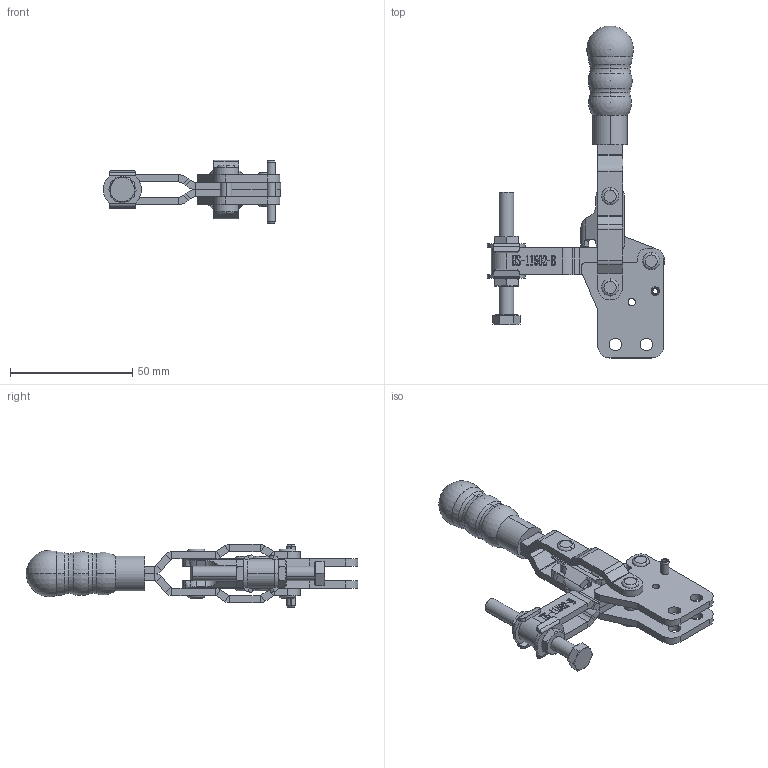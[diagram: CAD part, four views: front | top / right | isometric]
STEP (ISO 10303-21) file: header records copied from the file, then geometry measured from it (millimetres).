
FILE_DESCRIPTION (( 'STEP AP203' ), '1' );
FILE_NAME ('HS-11501-B.STEP', '2019-10-14T02:44:11', ( '微软用户' ), ( '微软中国' ), 'SwSTEP 2.0', 'SolidWorks 2012', '' );
FILE_SCHEMA (( 'CONFIG_CONTROL_DESIGN' ));
Length unit declared in the file: millimetre
Products named in the file (12): HS-11501-B; hexagon thin nut (grades a and b) as_AS 1112.4 AB- M6-N; FW-140; spring pin slotted heavy duty1 gb_GB_PARALLEL_PINS_TYPE6 3.5X26; hexagon head bolts-full thread gb_GB_FASTENER_BOLT_STBAB A M6X50-C; 揤參; 酗种; 忒梟; 忒參; 蟀裝; 傻种; 眻菁釱
Assembly tree (17 placements, depth 2):
  HS-11501-B
    眻菁釱  x2
    傻种  x2
    蟀裝
    忒參
    忒梟  x2
    酗种  x2
    揤參
    hexagon head bolts-full thread gb_GB_FASTENER_BOLT_STBAB A M6X50-C
    spring pin slotted heavy duty1 gb_GB_PARALLEL_PINS_TYPE6 3.5X26
    FW-140  x2
    hexagon thin nut (grades a and b) as_AS 1112.4 AB- M6-N  x2
Bounding box: 72.45 x 135.7 x 26 mm (x, y, z)
Volume: 31740.9 mm3; surface area: 23912.8 mm2
Topology: 17 solids, 17 shells, 874 faces, 2216 edges, 1405 vertices
Faces by surface type: plane 461, cylinder 169, bspline 162, cone 48, torus 24, sphere 10
Entity records: 29984 total; most frequent: CARTESIAN_POINT 12104, ORIENTED_EDGE 3666, DIRECTION 2925, EDGE_CURVE 1833, VERTEX_POINT 1173, VECTOR 1147, LINE 1147, AXIS2_PLACEMENT_3D 889
